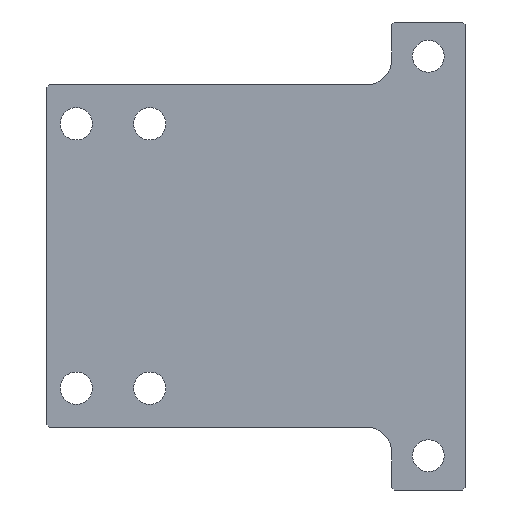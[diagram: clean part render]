
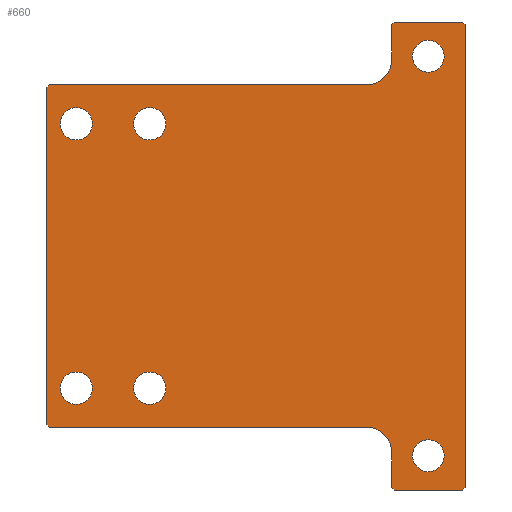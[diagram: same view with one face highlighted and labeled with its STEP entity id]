
A CAD part, left-side view. The second image highlights one B-rep face of the part: STEP entity #660.
In plain terms, the highlighted planar face has unit normal (-1, 0, 0).
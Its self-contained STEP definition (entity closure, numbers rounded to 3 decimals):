
#29=FACE_BOUND('',#121,.T.);
#30=FACE_BOUND('',#122,.T.);
#31=FACE_BOUND('',#123,.T.);
#32=FACE_BOUND('',#124,.T.);
#33=FACE_BOUND('',#125,.T.);
#34=FACE_BOUND('',#126,.T.);
#39=CIRCLE('',#697,5.);
#40=CIRCLE('',#700,5.);
#45=CIRCLE('',#707,3.25);
#46=CIRCLE('',#709,3.25);
#47=CIRCLE('',#711,3.3);
#48=CIRCLE('',#713,3.3);
#49=CIRCLE('',#715,3.3);
#50=CIRCLE('',#717,3.3);
#82=FACE_OUTER_BOUND('',#120,.T.);
#120=EDGE_LOOP('',(#583,#584,#585,#586,#587,#588,#589,#590,#591,#592,#593,
#594,#595,#596,#597,#598));
#121=EDGE_LOOP('',(#599));
#122=EDGE_LOOP('',(#600));
#123=EDGE_LOOP('',(#601));
#124=EDGE_LOOP('',(#602));
#125=EDGE_LOOP('',(#603));
#126=EDGE_LOOP('',(#604));
#135=LINE('',#915,#209);
#154=LINE('',#954,#228);
#160=LINE('',#965,#234);
#169=LINE('',#991,#243);
#172=LINE('',#996,#246);
#173=LINE('',#1000,#247);
#177=LINE('',#1006,#251);
#178=LINE('',#1009,#252);
#180=LINE('',#1012,#254);
#183=LINE('',#1020,#257);
#195=LINE('',#1067,#269);
#197=LINE('',#1071,#271);
#199=LINE('',#1074,#273);
#200=LINE('',#1076,#274);
#209=VECTOR('',#737,10.);
#228=VECTOR('',#770,10.);
#234=VECTOR('',#778,10.);
#243=VECTOR('',#799,10.);
#246=VECTOR('',#804,10.);
#247=VECTOR('',#807,10.);
#251=VECTOR('',#813,10.);
#252=VECTOR('',#816,10.);
#254=VECTOR('',#820,10.);
#257=VECTOR('',#829,10.);
#269=VECTOR('',#881,10.);
#271=VECTOR('',#885,10.);
#273=VECTOR('',#889,10.);
#274=VECTOR('',#892,10.);
#282=VERTEX_POINT('',#912);
#283=VERTEX_POINT('',#914);
#295=VERTEX_POINT('',#952);
#296=VERTEX_POINT('',#953);
#300=VERTEX_POINT('',#963);
#311=VERTEX_POINT('',#990);
#312=VERTEX_POINT('',#994);
#313=VERTEX_POINT('',#998);
#314=VERTEX_POINT('',#999);
#315=VERTEX_POINT('',#1004);
#316=VERTEX_POINT('',#1008);
#317=VERTEX_POINT('',#1014);
#318=VERTEX_POINT('',#1016);
#326=VERTEX_POINT('',#1040);
#327=VERTEX_POINT('',#1044);
#328=VERTEX_POINT('',#1048);
#329=VERTEX_POINT('',#1052);
#330=VERTEX_POINT('',#1056);
#331=VERTEX_POINT('',#1060);
#332=VERTEX_POINT('',#1064);
#333=VERTEX_POINT('',#1066);
#334=VERTEX_POINT('',#1070);
#343=EDGE_CURVE('',#283,#282,#135,.T.);
#362=EDGE_CURVE('',#295,#296,#154,.T.);
#368=EDGE_CURVE('',#295,#300,#160,.T.);
#381=EDGE_CURVE('',#311,#300,#169,.T.);
#384=EDGE_CURVE('',#311,#312,#172,.T.);
#385=EDGE_CURVE('',#313,#314,#173,.T.);
#389=EDGE_CURVE('',#313,#315,#177,.T.);
#390=EDGE_CURVE('',#316,#315,#178,.T.);
#392=EDGE_CURVE('',#316,#296,#180,.T.);
#394=EDGE_CURVE('',#317,#318,#39,.T.);
#396=EDGE_CURVE('',#317,#314,#183,.T.);
#397=EDGE_CURVE('',#283,#312,#40,.T.);
#406=EDGE_CURVE('',#326,#326,#45,.T.);
#408=EDGE_CURVE('',#327,#327,#46,.T.);
#410=EDGE_CURVE('',#328,#328,#47,.T.);
#412=EDGE_CURVE('',#329,#329,#48,.T.);
#414=EDGE_CURVE('',#330,#330,#49,.T.);
#416=EDGE_CURVE('',#331,#331,#50,.T.);
#419=EDGE_CURVE('',#333,#332,#195,.T.);
#421=EDGE_CURVE('',#334,#333,#197,.T.);
#423=EDGE_CURVE('',#282,#334,#199,.T.);
#424=EDGE_CURVE('',#332,#318,#200,.T.);
#583=ORIENTED_EDGE('',*,*,#362,.F.);
#584=ORIENTED_EDGE('',*,*,#368,.T.);
#585=ORIENTED_EDGE('',*,*,#381,.F.);
#586=ORIENTED_EDGE('',*,*,#384,.T.);
#587=ORIENTED_EDGE('',*,*,#397,.F.);
#588=ORIENTED_EDGE('',*,*,#343,.T.);
#589=ORIENTED_EDGE('',*,*,#423,.T.);
#590=ORIENTED_EDGE('',*,*,#421,.T.);
#591=ORIENTED_EDGE('',*,*,#419,.T.);
#592=ORIENTED_EDGE('',*,*,#424,.T.);
#593=ORIENTED_EDGE('',*,*,#394,.F.);
#594=ORIENTED_EDGE('',*,*,#396,.T.);
#595=ORIENTED_EDGE('',*,*,#385,.F.);
#596=ORIENTED_EDGE('',*,*,#389,.T.);
#597=ORIENTED_EDGE('',*,*,#390,.F.);
#598=ORIENTED_EDGE('',*,*,#392,.T.);
#599=ORIENTED_EDGE('',*,*,#416,.T.);
#600=ORIENTED_EDGE('',*,*,#414,.T.);
#601=ORIENTED_EDGE('',*,*,#412,.T.);
#602=ORIENTED_EDGE('',*,*,#410,.T.);
#603=ORIENTED_EDGE('',*,*,#408,.T.);
#604=ORIENTED_EDGE('',*,*,#406,.T.);
#628=PLANE('',#722);
#660=ADVANCED_FACE('',(#82,#29,#30,#31,#32,#33,#34),#628,.T.);
#697=AXIS2_PLACEMENT_3D('',#1017,#824,#825);
#700=AXIS2_PLACEMENT_3D('',#1022,#832,#833);
#707=AXIS2_PLACEMENT_3D('',#1041,#850,#851);
#709=AXIS2_PLACEMENT_3D('',#1045,#855,#856);
#711=AXIS2_PLACEMENT_3D('',#1049,#860,#861);
#713=AXIS2_PLACEMENT_3D('',#1053,#865,#866);
#715=AXIS2_PLACEMENT_3D('',#1057,#870,#871);
#717=AXIS2_PLACEMENT_3D('',#1061,#875,#876);
#722=AXIS2_PLACEMENT_3D('',#1077,#893,#894);
#737=DIRECTION('',(0.,1.,0.));
#770=DIRECTION('',(0.,-0.707,-0.707));
#778=DIRECTION('',(0.,1.,0.));
#799=DIRECTION('',(0.,-0.707,0.707));
#804=DIRECTION('',(0.,0.,-1.));
#807=DIRECTION('',(0.,0.707,0.707));
#813=DIRECTION('',(0.,-1.,0.));
#816=DIRECTION('',(0.,0.707,-0.707));
#820=DIRECTION('',(0.,0.,1.));
#824=DIRECTION('center_axis',(-1.,0.,0.));
#825=DIRECTION('ref_axis',(0.,-0.707,0.707));
#829=DIRECTION('',(0.,0.,-1.));
#832=DIRECTION('center_axis',(-1.,0.,0.));
#833=DIRECTION('ref_axis',(0.,-0.707,-0.707));
#850=DIRECTION('center_axis',(1.,0.,0.));
#851=DIRECTION('ref_axis',(0.,-1.,0.));
#855=DIRECTION('center_axis',(1.,0.,0.));
#856=DIRECTION('ref_axis',(0.,-1.,0.));
#860=DIRECTION('center_axis',(1.,0.,0.));
#861=DIRECTION('ref_axis',(0.,-1.,0.));
#865=DIRECTION('center_axis',(1.,0.,0.));
#866=DIRECTION('ref_axis',(0.,-1.,0.));
#870=DIRECTION('center_axis',(1.,0.,0.));
#871=DIRECTION('ref_axis',(0.,-1.,0.));
#875=DIRECTION('center_axis',(1.,0.,0.));
#876=DIRECTION('ref_axis',(0.,-1.,0.));
#881=DIRECTION('',(0.,-0.707,-0.707));
#885=DIRECTION('',(0.,0.,-1.));
#889=DIRECTION('',(0.,0.707,-0.707));
#892=DIRECTION('',(0.,-1.,0.));
#893=DIRECTION('center_axis',(-1.,0.,0.));
#894=DIRECTION('ref_axis',(0.,-1.,0.));
#912=CARTESIAN_POINT('',(-33.,38.014,40.225));
#914=CARTESIAN_POINT('',(-33.,-26.886,40.225));
#915=CARTESIAN_POINT('',(-33.,12.014,40.225));
#952=CARTESIAN_POINT('',(-33.,-46.386,53.025));
#953=CARTESIAN_POINT('',(-33.,-46.886,52.525));
#954=CARTESIAN_POINT('',(-33.,-47.911,51.5));
#963=CARTESIAN_POINT('',(-33.,-32.386,53.025));
#965=CARTESIAN_POINT('',(-33.,-46.886,53.025));
#990=CARTESIAN_POINT('',(-33.,-31.886,52.525));
#991=CARTESIAN_POINT('',(-33.,-13.261,33.9));
#994=CARTESIAN_POINT('',(-33.,-31.886,45.225));
#996=CARTESIAN_POINT('',(-33.,-31.886,53.025));
#998=CARTESIAN_POINT('',(-33.,-32.386,-42.575));
#999=CARTESIAN_POINT('',(-33.,-31.886,-42.075));
#1000=CARTESIAN_POINT('',(-33.,-13.261,-23.45));
#1004=CARTESIAN_POINT('',(-33.,-46.386,-42.575));
#1006=CARTESIAN_POINT('',(-33.,-31.886,-42.575));
#1008=CARTESIAN_POINT('',(-33.,-46.886,-42.075));
#1009=CARTESIAN_POINT('',(-33.,-47.911,-41.05));
#1012=CARTESIAN_POINT('',(-33.,-46.886,-42.575));
#1014=CARTESIAN_POINT('',(-33.,-31.886,-34.775));
#1016=CARTESIAN_POINT('',(-33.,-26.886,-29.775));
#1017=CARTESIAN_POINT('Origin',(-33.,-26.886,-34.775));
#1020=CARTESIAN_POINT('',(-33.,-31.886,53.025));
#1022=CARTESIAN_POINT('Origin',(-33.,-26.886,45.225));
#1040=CARTESIAN_POINT('',(-33.,-36.136,46.025));
#1041=CARTESIAN_POINT('Origin',(-33.,-39.386,46.025));
#1044=CARTESIAN_POINT('',(-33.,-36.136,-35.575));
#1045=CARTESIAN_POINT('Origin',(-33.,-39.386,-35.575));
#1048=CARTESIAN_POINT('',(-33.,35.814,-21.775));
#1049=CARTESIAN_POINT('Origin',(-33.,32.514,-21.775));
#1052=CARTESIAN_POINT('',(-33.,20.814,-21.775));
#1053=CARTESIAN_POINT('Origin',(-33.,17.514,-21.775));
#1056=CARTESIAN_POINT('',(-33.,35.814,32.225));
#1057=CARTESIAN_POINT('Origin',(-33.,32.514,32.225));
#1060=CARTESIAN_POINT('',(-33.,20.814,32.225));
#1061=CARTESIAN_POINT('Origin',(-33.,17.514,32.225));
#1064=CARTESIAN_POINT('',(-33.,38.014,-29.775));
#1066=CARTESIAN_POINT('',(-33.,38.514,-29.275));
#1067=CARTESIAN_POINT('',(-33.,38.014,-29.775));
#1070=CARTESIAN_POINT('',(-33.,38.514,39.725));
#1071=CARTESIAN_POINT('',(-33.,38.514,39.725));
#1074=CARTESIAN_POINT('',(-33.,38.514,39.725));
#1076=CARTESIAN_POINT('',(-33.,38.014,-29.775));
#1077=CARTESIAN_POINT('Origin',(-33.,-4.186,5.225));
